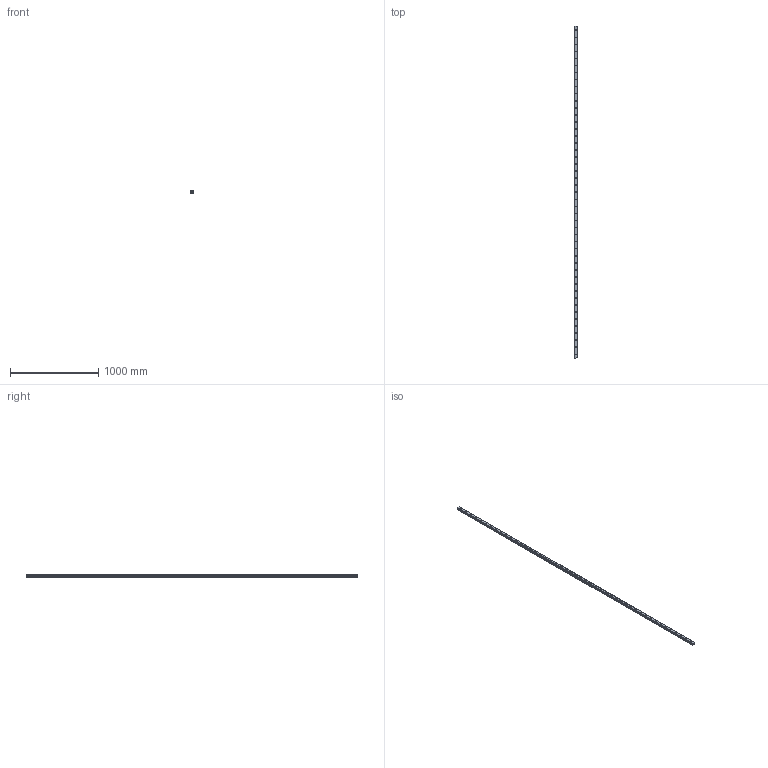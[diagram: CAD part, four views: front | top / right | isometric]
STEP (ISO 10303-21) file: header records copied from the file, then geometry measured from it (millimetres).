
FILE_DESCRIPTION(('STEP AP214'),'1');
FILE_NAME('cctmp_02CBB408-E7BF-4BC7-8DE9-B12C2CECA10D_2021_02_17_13_09_19_0759..stp','2021-02-17T12:09:20',('HIWIN GmbH'),('CADClick - www.CADClick.com'),'Spatial InterOp 3D',' ','unknown authorization');
FILE_SCHEMA(('AUTOMOTIVE_DESIGN'));
Length unit declared in the file: millimetre
Products named in the file (1): EGR35R3770C_FILE
Bounding box: 34 x 3770 x 27.5 mm (x, y, z)
Volume: 2968900 mm3; surface area: 527759 mm2
Topology: 1 solids, 1 shells, 530 faces, 1149 edges, 766 vertices
Faces by surface type: cylinder 300, plane 230
Entity records: 18977 total; most frequent: DIRECTION 2811, CARTESIAN_POINT 2446, ORIENTED_EDGE 2298, EDGE_CURVE 1149, AXIS2_PLACEMENT_3D 1131, VERTEX_POINT 766, EDGE_LOOP 675, CIRCLE 600
